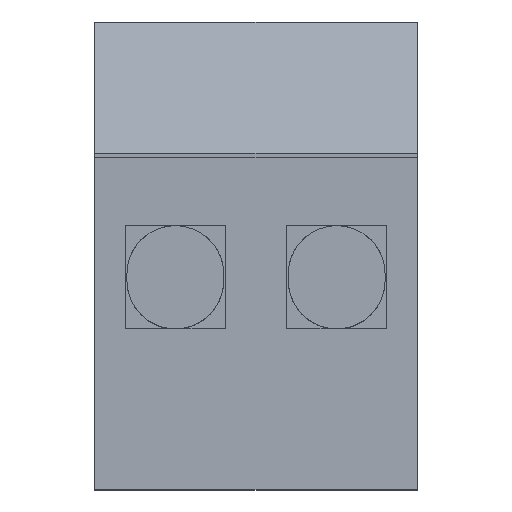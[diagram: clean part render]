
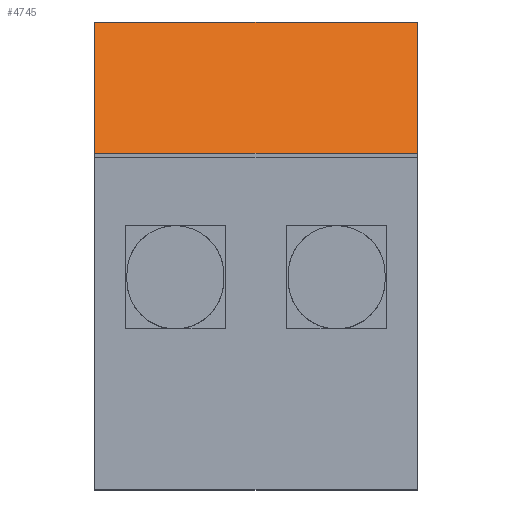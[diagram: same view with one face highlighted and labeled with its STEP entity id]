
A CAD part, front view. The second image highlights one B-rep face of the part: STEP entity #4745.
In plain terms, the highlighted free-form (B-spline) face has degree [1, 1] with [2, 2] control points.
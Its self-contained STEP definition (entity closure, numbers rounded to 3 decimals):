
#4745 = ADVANCED_FACE('',(#4746),#4759,.T.);
#4746 = FACE_BOUND('',#4747,.T.);
#4747 = EDGE_LOOP('',(#4748,#4769,#4783,#4797));
#4748 = ORIENTED_EDGE('',*,*,#4749,.T.);
#4749 = EDGE_CURVE('',#4750,#4752,#4754,.T.);
#4750 = VERTEX_POINT('',#4751);
#4751 = CARTESIAN_POINT('',(5.,-7.147,14.5));
#4752 = VERTEX_POINT('',#4753);
#4753 = CARTESIAN_POINT('',(-5.,-7.147,14.5));
#4754 = SURFACE_CURVE('',#4755,(#4758),.PCURVE_S1.);
#4755 = B_SPLINE_CURVE_WITH_KNOTS('',1,(#4756,#4757),.UNSPECIFIED.,.F.,
  .F.,(2,2),(0.,1.),.PIECEWISE_BEZIER_KNOTS.);
#4756 = CARTESIAN_POINT('',(5.,-7.147,14.5));
#4757 = CARTESIAN_POINT('',(-5.,-7.147,14.5));
#4758 = PCURVE('',#4759,#4764);
#4759 = B_SPLINE_SURFACE_WITH_KNOTS('',1,1,(
    (#4760,#4761)
    ,(#4762,#4763
    )),.UNSPECIFIED.,.F.,.F.,.F.,(2,2),(2,2),(-0.086,
    4.407),(-5.2,5.2),.PIECEWISE_BEZIER_KNOTS.);
#4760 = CARTESIAN_POINT('',(5.2,-8.655,10.359));
#4761 = CARTESIAN_POINT('',(-5.2,-8.655,10.359));
#4762 = CARTESIAN_POINT('',(5.2,-7.118,14.581));
#4763 = CARTESIAN_POINT('',(-5.2,-7.118,14.581));
#4764 = DEFINITIONAL_REPRESENTATION('',(#4765),#4768);
#4765 = B_SPLINE_CURVE_WITH_KNOTS('',1,(#4766,#4767),.UNSPECIFIED.,.F.,
  .F.,(2,2),(0.,1.),.PIECEWISE_BEZIER_KNOTS.);
#4766 = CARTESIAN_POINT('',(4.321,-5.));
#4767 = CARTESIAN_POINT('',(4.321,5.));
#4768 = ( GEOMETRIC_REPRESENTATION_CONTEXT(2) 
PARAMETRIC_REPRESENTATION_CONTEXT() REPRESENTATION_CONTEXT('2D SPACE',''
  ) );
#4769 = ORIENTED_EDGE('',*,*,#4770,.T.);
#4770 = EDGE_CURVE('',#4752,#4771,#4773,.T.);
#4771 = VERTEX_POINT('',#4772);
#4772 = CARTESIAN_POINT('',(-5.,-8.625,10.44));
#4773 = SURFACE_CURVE('',#4774,(#4777),.PCURVE_S1.);
#4774 = B_SPLINE_CURVE_WITH_KNOTS('',1,(#4775,#4776),.UNSPECIFIED.,.F.,
  .F.,(2,2),(0.,1.),.PIECEWISE_BEZIER_KNOTS.);
#4775 = CARTESIAN_POINT('',(-5.,-7.147,14.5));
#4776 = CARTESIAN_POINT('',(-5.,-8.625,10.44));
#4777 = PCURVE('',#4759,#4778);
#4778 = DEFINITIONAL_REPRESENTATION('',(#4779),#4782);
#4779 = B_SPLINE_CURVE_WITH_KNOTS('',1,(#4780,#4781),.UNSPECIFIED.,.F.,
  .F.,(2,2),(0.,1.),.PIECEWISE_BEZIER_KNOTS.);
#4780 = CARTESIAN_POINT('',(4.321,5.));
#4781 = CARTESIAN_POINT('',(0.,5.));
#4782 = ( GEOMETRIC_REPRESENTATION_CONTEXT(2) 
PARAMETRIC_REPRESENTATION_CONTEXT() REPRESENTATION_CONTEXT('2D SPACE',''
  ) );
#4783 = ORIENTED_EDGE('',*,*,#4784,.T.);
#4784 = EDGE_CURVE('',#4771,#4785,#4787,.T.);
#4785 = VERTEX_POINT('',#4786);
#4786 = CARTESIAN_POINT('',(5.,-8.625,10.44));
#4787 = SURFACE_CURVE('',#4788,(#4791),.PCURVE_S1.);
#4788 = B_SPLINE_CURVE_WITH_KNOTS('',1,(#4789,#4790),.UNSPECIFIED.,.F.,
  .F.,(2,2),(0.,1.),.PIECEWISE_BEZIER_KNOTS.);
#4789 = CARTESIAN_POINT('',(-5.,-8.625,10.44));
#4790 = CARTESIAN_POINT('',(5.,-8.625,10.44));
#4791 = PCURVE('',#4759,#4792);
#4792 = DEFINITIONAL_REPRESENTATION('',(#4793),#4796);
#4793 = B_SPLINE_CURVE_WITH_KNOTS('',1,(#4794,#4795),.UNSPECIFIED.,.F.,
  .F.,(2,2),(0.,1.),.PIECEWISE_BEZIER_KNOTS.);
#4794 = CARTESIAN_POINT('',(0.,5.));
#4795 = CARTESIAN_POINT('',(0.,-5.));
#4796 = ( GEOMETRIC_REPRESENTATION_CONTEXT(2) 
PARAMETRIC_REPRESENTATION_CONTEXT() REPRESENTATION_CONTEXT('2D SPACE',''
  ) );
#4797 = ORIENTED_EDGE('',*,*,#4798,.T.);
#4798 = EDGE_CURVE('',#4785,#4750,#4799,.T.);
#4799 = SURFACE_CURVE('',#4800,(#4803),.PCURVE_S1.);
#4800 = B_SPLINE_CURVE_WITH_KNOTS('',1,(#4801,#4802),.UNSPECIFIED.,.F.,
  .F.,(2,2),(0.,1.),.PIECEWISE_BEZIER_KNOTS.);
#4801 = CARTESIAN_POINT('',(5.,-8.625,10.44));
#4802 = CARTESIAN_POINT('',(5.,-7.147,14.5));
#4803 = PCURVE('',#4759,#4804);
#4804 = DEFINITIONAL_REPRESENTATION('',(#4805),#4808);
#4805 = B_SPLINE_CURVE_WITH_KNOTS('',1,(#4806,#4807),.UNSPECIFIED.,.F.,
  .F.,(2,2),(0.,1.),.PIECEWISE_BEZIER_KNOTS.);
#4806 = CARTESIAN_POINT('',(0.,-5.));
#4807 = CARTESIAN_POINT('',(4.321,-5.));
#4808 = ( GEOMETRIC_REPRESENTATION_CONTEXT(2) 
PARAMETRIC_REPRESENTATION_CONTEXT() REPRESENTATION_CONTEXT('2D SPACE',''
  ) );
